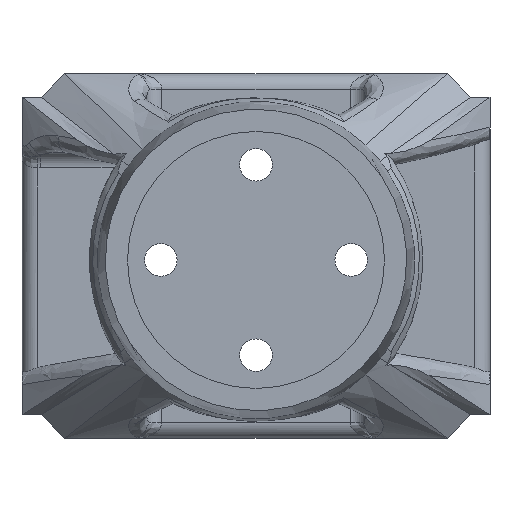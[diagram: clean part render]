
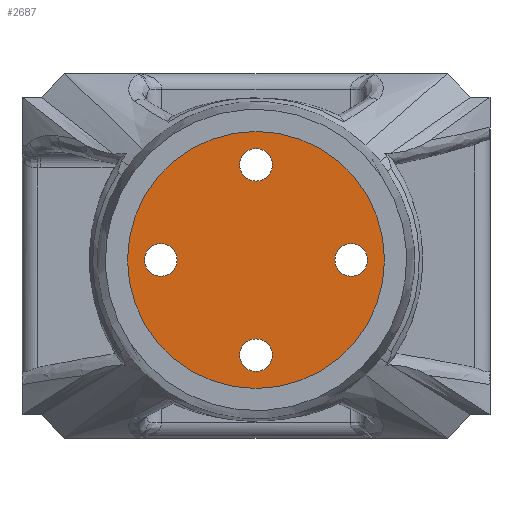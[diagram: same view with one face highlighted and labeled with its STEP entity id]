
A CAD part, left-side view. The second image highlights one B-rep face of the part: STEP entity #2687.
In plain terms, the highlighted planar face has unit normal (-1, 0, 0).
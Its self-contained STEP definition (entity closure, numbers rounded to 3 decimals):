
#257=FACE_BOUND('',#614,.T.);
#258=FACE_BOUND('',#615,.T.);
#259=FACE_BOUND('',#616,.T.);
#260=FACE_BOUND('',#617,.T.);
#337=CIRCLE('',#2891,1.025);
#338=CIRCLE('',#2893,1.025);
#339=CIRCLE('',#2895,1.025);
#340=CIRCLE('',#2897,1.025);
#342=CIRCLE('',#2900,8.1);
#457=FACE_OUTER_BOUND('',#613,.T.);
#613=EDGE_LOOP('',(#2243));
#614=EDGE_LOOP('',(#2244));
#615=EDGE_LOOP('',(#2245));
#616=EDGE_LOOP('',(#2246));
#617=EDGE_LOOP('',(#2247));
#1249=VERTEX_POINT('',#5582);
#1250=VERTEX_POINT('',#5586);
#1251=VERTEX_POINT('',#5590);
#1252=VERTEX_POINT('',#5594);
#1254=VERTEX_POINT('',#5600);
#1607=EDGE_CURVE('',#1249,#1249,#337,.T.);
#1609=EDGE_CURVE('',#1250,#1250,#338,.T.);
#1611=EDGE_CURVE('',#1251,#1251,#339,.T.);
#1613=EDGE_CURVE('',#1252,#1252,#340,.T.);
#1617=EDGE_CURVE('',#1254,#1254,#342,.T.);
#2243=ORIENTED_EDGE('',*,*,#1617,.T.);
#2244=ORIENTED_EDGE('',*,*,#1607,.F.);
#2245=ORIENTED_EDGE('',*,*,#1609,.F.);
#2246=ORIENTED_EDGE('',*,*,#1611,.F.);
#2247=ORIENTED_EDGE('',*,*,#1613,.F.);
#2575=PLANE('',#2901);
#2687=ADVANCED_FACE('',(#457,#257,#258,#259,#260),#2575,.F.);
#2891=AXIS2_PLACEMENT_3D('',#5583,#3381,#3382);
#2893=AXIS2_PLACEMENT_3D('',#5587,#3386,#3387);
#2895=AXIS2_PLACEMENT_3D('',#5591,#3391,#3392);
#2897=AXIS2_PLACEMENT_3D('',#5595,#3396,#3397);
#2900=AXIS2_PLACEMENT_3D('',#5602,#3404,#3405);
#2901=AXIS2_PLACEMENT_3D('',#5603,#3406,#3407);
#3381=DIRECTION('center_axis',(-1.,0.,0.));
#3382=DIRECTION('ref_axis',(0.,-1.,0.));
#3386=DIRECTION('center_axis',(-1.,0.,0.));
#3387=DIRECTION('ref_axis',(0.,-1.,0.));
#3391=DIRECTION('center_axis',(-1.,0.,0.));
#3392=DIRECTION('ref_axis',(0.,-1.,0.));
#3396=DIRECTION('center_axis',(-1.,0.,0.));
#3397=DIRECTION('ref_axis',(0.,-1.,0.));
#3404=DIRECTION('center_axis',(-1.,0.,0.));
#3405=DIRECTION('ref_axis',(0.,-1.,0.));
#3406=DIRECTION('center_axis',(1.,0.,0.));
#3407=DIRECTION('ref_axis',(0.,-1.,0.));
#5582=CARTESIAN_POINT('',(91.29,-52.975,0.));
#5583=CARTESIAN_POINT('Origin',(91.29,-54.,0.));
#5586=CARTESIAN_POINT('',(91.29,-58.975,6.));
#5587=CARTESIAN_POINT('Origin',(91.29,-60.,6.));
#5590=CARTESIAN_POINT('',(91.29,-58.975,-6.));
#5591=CARTESIAN_POINT('Origin',(91.29,-60.,-6.));
#5594=CARTESIAN_POINT('',(91.29,-64.975,0.));
#5595=CARTESIAN_POINT('Origin',(91.29,-66.,0.));
#5600=CARTESIAN_POINT('',(91.29,-51.9,0.));
#5602=CARTESIAN_POINT('Origin',(91.29,-60.,0.));
#5603=CARTESIAN_POINT('Origin',(91.29,-60.,0.));
